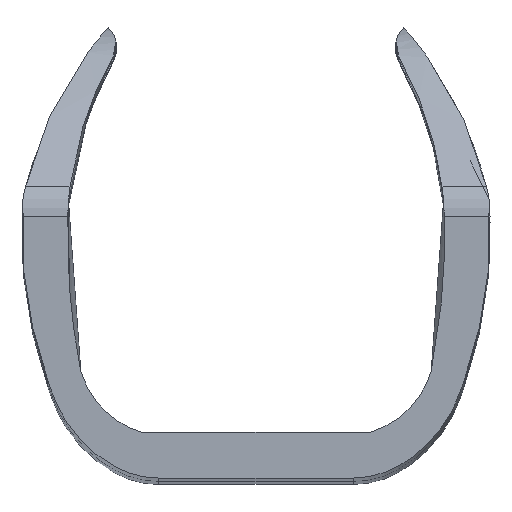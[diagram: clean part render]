
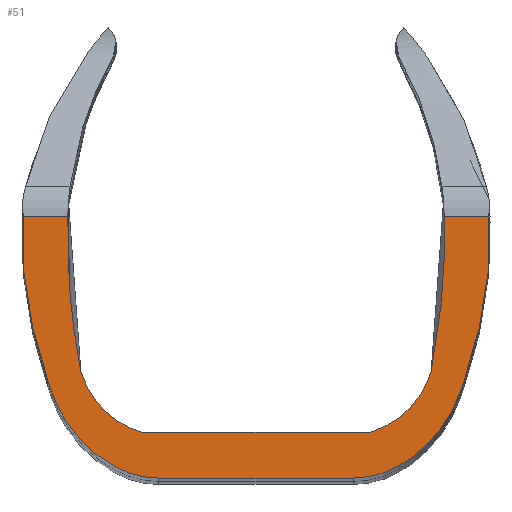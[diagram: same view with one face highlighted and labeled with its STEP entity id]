
A CAD part, top view. The second image highlights one B-rep face of the part: STEP entity #51.
In plain terms, the highlighted planar face has unit normal (0, 0, 1).
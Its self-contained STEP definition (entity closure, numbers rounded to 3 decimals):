
#51=ADVANCED_FACE('',(#105),#827,.T.);
#105=FACE_OUTER_BOUND('',#159,.T.);
#159=EDGE_LOOP('',(#364,#365,#366,#367,#368,#369,#370,#371,#372,#373,#374,
#375,#376,#377,#378,#379));
#364=ORIENTED_EDGE('',*,*,#542,.F.);
#365=ORIENTED_EDGE('',*,*,#574,.F.);
#366=ORIENTED_EDGE('',*,*,#578,.F.);
#367=ORIENTED_EDGE('',*,*,#575,.F.);
#368=ORIENTED_EDGE('',*,*,#569,.F.);
#369=ORIENTED_EDGE('',*,*,#561,.T.);
#370=ORIENTED_EDGE('',*,*,#535,.F.);
#371=ORIENTED_EDGE('',*,*,#583,.F.);
#372=ORIENTED_EDGE('',*,*,#577,.F.);
#373=ORIENTED_EDGE('',*,*,#584,.F.);
#374=ORIENTED_EDGE('',*,*,#585,.F.);
#375=ORIENTED_EDGE('',*,*,#586,.F.);
#376=ORIENTED_EDGE('',*,*,#579,.F.);
#377=ORIENTED_EDGE('',*,*,#582,.F.);
#378=ORIENTED_EDGE('',*,*,#549,.F.);
#379=ORIENTED_EDGE('',*,*,#557,.F.);
#535=EDGE_CURVE('',#789,#790,#638,.T.);
#542=EDGE_CURVE('',#796,#797,#642,.T.);
#549=EDGE_CURVE('',#804,#803,#645,.T.);
#557=EDGE_CURVE('',#797,#804,#650,.T.);
#561=EDGE_CURVE('',#811,#790,#652,.T.);
#569=EDGE_CURVE('',#811,#815,#655,.T.);
#574=EDGE_CURVE('',#816,#796,#660,.T.);
#575=EDGE_CURVE('',#815,#817,#661,.T.);
#577=EDGE_CURVE('',#818,#819,#662,.T.);
#578=EDGE_CURVE('',#817,#816,#723,.T.);
#579=EDGE_CURVE('',#820,#821,#663,.T.);
#582=EDGE_CURVE('',#803,#820,#664,.T.);
#583=EDGE_CURVE('',#819,#789,#665,.T.);
#584=EDGE_CURVE('',#822,#818,#666,.T.);
#585=EDGE_CURVE('',#823,#822,#726,.T.);
#586=EDGE_CURVE('',#821,#823,#667,.T.);
#638=(
BOUNDED_CURVE()
B_SPLINE_CURVE(2,(#2668,#2669,#2670),.UNSPECIFIED.,.F.,.F.)
B_SPLINE_CURVE_WITH_KNOTS((3,3),(0.,3.665),.UNSPECIFIED.)
CURVE()
GEOMETRIC_REPRESENTATION_ITEM()
RATIONAL_B_SPLINE_CURVE((1.,0.983,1.))
REPRESENTATION_ITEM('')
);
#642=(
BOUNDED_CURVE()
B_SPLINE_CURVE(2,(#2717,#2718,#2719),.UNSPECIFIED.,.F.,.F.)
B_SPLINE_CURVE_WITH_KNOTS((3,3),(0.,3.408),.UNSPECIFIED.)
CURVE()
GEOMETRIC_REPRESENTATION_ITEM()
RATIONAL_B_SPLINE_CURVE((1.,0.994,1.))
REPRESENTATION_ITEM('')
);
#645=(
BOUNDED_CURVE()
B_SPLINE_CURVE(2,(#2759,#2760,#2761),.UNSPECIFIED.,.F.,.F.)
B_SPLINE_CURVE_WITH_KNOTS((3,3),(0.381,4.046),
 .UNSPECIFIED.)
CURVE()
GEOMETRIC_REPRESENTATION_ITEM()
RATIONAL_B_SPLINE_CURVE((1.,0.983,1.))
REPRESENTATION_ITEM('')
);
#650=(
BOUNDED_CURVE()
B_SPLINE_CURVE(1,(#2813,#2814),.UNSPECIFIED.,.F.,.F.)
B_SPLINE_CURVE_WITH_KNOTS((2,2),(0.016,1.017),
 .UNSPECIFIED.)
CURVE()
GEOMETRIC_REPRESENTATION_ITEM()
RATIONAL_B_SPLINE_CURVE((1.,1.))
REPRESENTATION_ITEM('')
);
#652=(
BOUNDED_CURVE()
B_SPLINE_CURVE(1,(#2825,#2826),.UNSPECIFIED.,.F.,.F.)
B_SPLINE_CURVE_WITH_KNOTS((2,2),(-0.984,0.017),
 .UNSPECIFIED.)
CURVE()
GEOMETRIC_REPRESENTATION_ITEM()
RATIONAL_B_SPLINE_CURVE((1.,1.))
REPRESENTATION_ITEM('')
);
#655=(
BOUNDED_CURVE()
B_SPLINE_CURVE(2,(#2867,#2868,#2869),.UNSPECIFIED.,.F.,.F.)
B_SPLINE_CURVE_WITH_KNOTS((3,3),(0.381,3.789),
 .UNSPECIFIED.)
CURVE()
GEOMETRIC_REPRESENTATION_ITEM()
RATIONAL_B_SPLINE_CURVE((1.,0.994,1.))
REPRESENTATION_ITEM('')
);
#660=(
BOUNDED_CURVE()
B_SPLINE_CURVE(2,(#2942,#2943,#2944),.UNSPECIFIED.,.F.,.F.)
B_SPLINE_CURVE_WITH_KNOTS((3,3),(0.,1.959),.UNSPECIFIED.)
CURVE()
GEOMETRIC_REPRESENTATION_ITEM()
RATIONAL_B_SPLINE_CURVE((1.,0.882,1.))
REPRESENTATION_ITEM('')
);
#661=(
BOUNDED_CURVE()
B_SPLINE_CURVE(2,(#2945,#2946,#2947),.UNSPECIFIED.,.F.,.F.)
B_SPLINE_CURVE_WITH_KNOTS((3,3),(0.,1.959),.UNSPECIFIED.)
CURVE()
GEOMETRIC_REPRESENTATION_ITEM()
RATIONAL_B_SPLINE_CURVE((1.,0.882,1.))
REPRESENTATION_ITEM('')
);
#662=(
BOUNDED_CURVE()
B_SPLINE_CURVE(2,(#2950,#2951,#2952),.UNSPECIFIED.,.F.,.F.)
B_SPLINE_CURVE_WITH_KNOTS((3,3),(0.,2.219),.UNSPECIFIED.)
CURVE()
GEOMETRIC_REPRESENTATION_ITEM()
RATIONAL_B_SPLINE_CURVE((1.,0.932,1.))
REPRESENTATION_ITEM('')
);
#663=(
BOUNDED_CURVE()
B_SPLINE_CURVE(2,(#2955,#2956,#2957),.UNSPECIFIED.,.F.,.F.)
B_SPLINE_CURVE_WITH_KNOTS((3,3),(0.,2.219),.UNSPECIFIED.)
CURVE()
GEOMETRIC_REPRESENTATION_ITEM()
RATIONAL_B_SPLINE_CURVE((1.,0.932,1.))
REPRESENTATION_ITEM('')
);
#664=(
BOUNDED_CURVE()
B_SPLINE_CURVE(2,(#2962,#2963,#2964),.UNSPECIFIED.,.F.,.F.)
B_SPLINE_CURVE_WITH_KNOTS((3,3),(-0.202,0.),.UNSPECIFIED.)
CURVE()
GEOMETRIC_REPRESENTATION_ITEM()
RATIONAL_B_SPLINE_CURVE((1.,1.,1.))
REPRESENTATION_ITEM('')
);
#665=(
BOUNDED_CURVE()
B_SPLINE_CURVE(2,(#2965,#2966,#2967),.UNSPECIFIED.,.F.,.F.)
B_SPLINE_CURVE_WITH_KNOTS((3,3),(-0.202,0.),.UNSPECIFIED.)
CURVE()
GEOMETRIC_REPRESENTATION_ITEM()
RATIONAL_B_SPLINE_CURVE((1.,1.,1.))
REPRESENTATION_ITEM('')
);
#666=(
BOUNDED_CURVE()
B_SPLINE_CURVE(2,(#2968,#2969,#2970),.UNSPECIFIED.,.F.,.F.)
B_SPLINE_CURVE_WITH_KNOTS((3,3),(-1.022,0.),.UNSPECIFIED.)
CURVE()
GEOMETRIC_REPRESENTATION_ITEM()
RATIONAL_B_SPLINE_CURVE((1.,0.968,1.))
REPRESENTATION_ITEM('')
);
#667=(
BOUNDED_CURVE()
B_SPLINE_CURVE(2,(#2973,#2974,#2975),.UNSPECIFIED.,.F.,.F.)
B_SPLINE_CURVE_WITH_KNOTS((3,3),(-1.022,0.),.UNSPECIFIED.)
CURVE()
GEOMETRIC_REPRESENTATION_ITEM()
RATIONAL_B_SPLINE_CURVE((1.,0.968,1.))
REPRESENTATION_ITEM('')
);
#723=B_SPLINE_CURVE_WITH_KNOTS('',1,(#2953,#2954),.UNSPECIFIED.,.F.,.F.,
(2,2),(0.,5.),.UNSPECIFIED.);
#726=B_SPLINE_CURVE_WITH_KNOTS('',1,(#2971,#2972),.UNSPECIFIED.,.F.,.F.,
(2,2),(0.,4.246),.UNSPECIFIED.);
#789=VERTEX_POINT('',#2259);
#790=VERTEX_POINT('',#2260);
#796=VERTEX_POINT('',#2266);
#797=VERTEX_POINT('',#2267);
#803=VERTEX_POINT('',#2273);
#804=VERTEX_POINT('',#2274);
#811=VERTEX_POINT('',#2281);
#815=VERTEX_POINT('',#2285);
#816=VERTEX_POINT('',#2286);
#817=VERTEX_POINT('',#2287);
#818=VERTEX_POINT('',#2288);
#819=VERTEX_POINT('',#2289);
#820=VERTEX_POINT('',#2290);
#821=VERTEX_POINT('',#2291);
#822=VERTEX_POINT('',#2292);
#823=VERTEX_POINT('',#2293);
#827=PLANE('',#969);
#969=AXIS2_PLACEMENT_3D('',#1815,#978,$);
#978=DIRECTION('',(0.,0.,1.));
#1815=CARTESIAN_POINT('',(-1644.164,38.047,80.));
#2259=CARTESIAN_POINT('',(-1655.109,41.272,80.));
#2260=CARTESIAN_POINT('',(-1655.679,44.872,80.));
#2266=CARTESIAN_POINT('',(-1646.731,41.484,80.));
#2267=CARTESIAN_POINT('',(-1646.446,44.872,80.));
#2273=CARTESIAN_POINT('',(-1646.015,41.272,80.));
#2274=CARTESIAN_POINT('',(-1645.444,44.872,80.));
#2281=CARTESIAN_POINT('',(-1654.678,44.872,80.));
#2285=CARTESIAN_POINT('',(-1654.392,41.484,80.));
#2286=CARTESIAN_POINT('',(-1648.062,40.153,80.));
#2287=CARTESIAN_POINT('',(-1653.062,40.153,80.));
#2288=CARTESIAN_POINT('',(-1653.663,39.409,80.));
#2289=CARTESIAN_POINT('',(-1655.043,41.081,80.));
#2290=CARTESIAN_POINT('',(-1646.08,41.081,80.));
#2291=CARTESIAN_POINT('',(-1647.461,39.409,80.));
#2292=CARTESIAN_POINT('',(-1652.685,39.153,80.));
#2293=CARTESIAN_POINT('',(-1648.439,39.153,80.));
#2668=CARTESIAN_POINT('',(-1655.109,41.272,80.));
#2669=CARTESIAN_POINT('',(-1655.727,43.02,80.));
#2670=CARTESIAN_POINT('',(-1655.679,44.872,80.));
#2717=CARTESIAN_POINT('',(-1646.731,41.484,80.));
#2718=CARTESIAN_POINT('',(-1646.395,43.162,80.));
#2719=CARTESIAN_POINT('',(-1646.446,44.872,80.));
#2759=CARTESIAN_POINT('',(-1645.444,44.872,80.));
#2760=CARTESIAN_POINT('',(-1645.396,43.02,80.));
#2761=CARTESIAN_POINT('',(-1646.015,41.272,80.));
#2813=CARTESIAN_POINT('',(-1646.446,44.872,80.));
#2814=CARTESIAN_POINT('',(-1645.444,44.872,80.));
#2825=CARTESIAN_POINT('',(-1654.678,44.872,80.));
#2826=CARTESIAN_POINT('',(-1655.679,44.872,80.));
#2867=CARTESIAN_POINT('',(-1654.678,44.872,80.));
#2868=CARTESIAN_POINT('',(-1654.728,43.162,80.));
#2869=CARTESIAN_POINT('',(-1654.392,41.484,80.));
#2942=CARTESIAN_POINT('',(-1648.062,40.153,80.));
#2943=CARTESIAN_POINT('',(-1647.042,40.464,80.));
#2944=CARTESIAN_POINT('',(-1646.731,41.484,80.));
#2945=CARTESIAN_POINT('',(-1654.392,41.484,80.));
#2946=CARTESIAN_POINT('',(-1654.081,40.464,80.));
#2947=CARTESIAN_POINT('',(-1653.062,40.153,80.));
#2950=CARTESIAN_POINT('',(-1653.663,39.409,80.));
#2951=CARTESIAN_POINT('',(-1654.677,39.977,80.));
#2952=CARTESIAN_POINT('',(-1655.043,41.081,80.));
#2953=CARTESIAN_POINT('',(-1653.062,40.153,80.));
#2954=CARTESIAN_POINT('',(-1648.062,40.153,80.));
#2955=CARTESIAN_POINT('',(-1646.08,41.081,80.));
#2956=CARTESIAN_POINT('',(-1646.446,39.977,80.));
#2957=CARTESIAN_POINT('',(-1647.461,39.409,80.));
#2962=CARTESIAN_POINT('',(-1646.015,41.272,80.));
#2963=CARTESIAN_POINT('',(-1646.048,41.177,80.));
#2964=CARTESIAN_POINT('',(-1646.08,41.081,80.));
#2965=CARTESIAN_POINT('',(-1655.043,41.081,80.));
#2966=CARTESIAN_POINT('',(-1655.075,41.177,80.));
#2967=CARTESIAN_POINT('',(-1655.109,41.272,80.));
#2968=CARTESIAN_POINT('',(-1652.685,39.153,80.));
#2969=CARTESIAN_POINT('',(-1653.207,39.153,80.));
#2970=CARTESIAN_POINT('',(-1653.663,39.409,80.));
#2971=CARTESIAN_POINT('',(-1648.439,39.153,80.));
#2972=CARTESIAN_POINT('',(-1652.685,39.153,80.));
#2973=CARTESIAN_POINT('',(-1647.461,39.409,80.));
#2974=CARTESIAN_POINT('',(-1647.916,39.153,80.));
#2975=CARTESIAN_POINT('',(-1648.439,39.153,80.));
